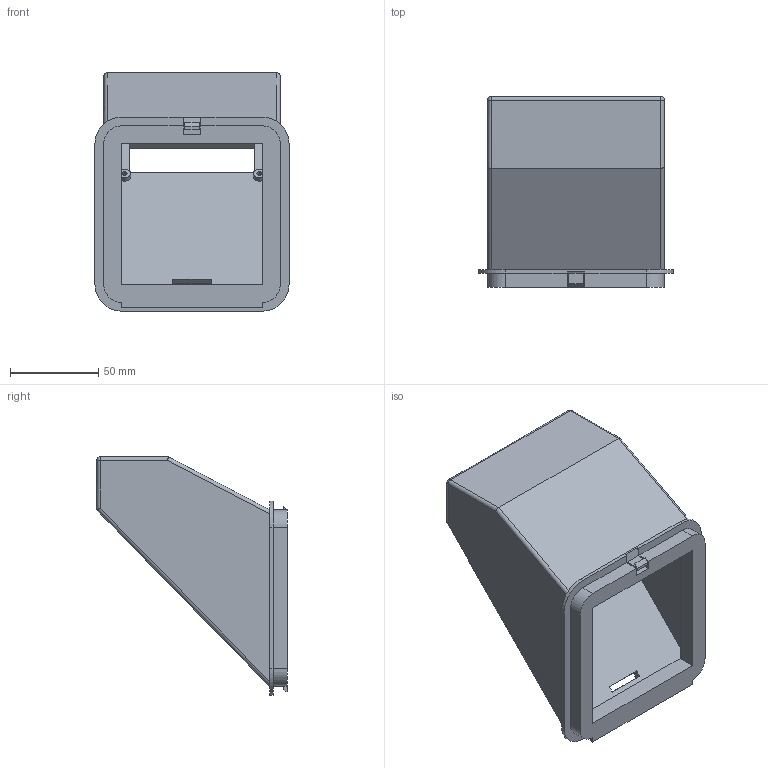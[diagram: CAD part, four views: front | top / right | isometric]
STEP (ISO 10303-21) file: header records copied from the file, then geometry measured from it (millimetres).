
FILE_DESCRIPTION (( 'STEP AP214' ), '1' );
FILE_NAME ('ScreenMount.STEP', '2023-07-20T23:21:01', ( '' ), ( '' ), 'SwSTEP 2.0', 'SolidWorks 2022', '' );
FILE_SCHEMA (( 'AUTOMOTIVE_DESIGN' ));
Length unit declared in the file: millimetre
Products named in the file (1): ScreenMount
Bounding box: 110 x 107.98 x 135 mm (x, y, z)
Volume: 213539.4 mm3; surface area: 90595.1 mm2
Topology: 1 solids, 1 shells, 359 faces, 954 edges, 628 vertices
Faces by surface type: plane 246, bspline 82, cylinder 29, sphere 2
Entity records: 14350 total; most frequent: CARTESIAN_POINT 5934, ORIENTED_EDGE 1904, DIRECTION 1382, EDGE_CURVE 952, LINE 734, VECTOR 734, VERTEX_POINT 628, EDGE_LOOP 396
